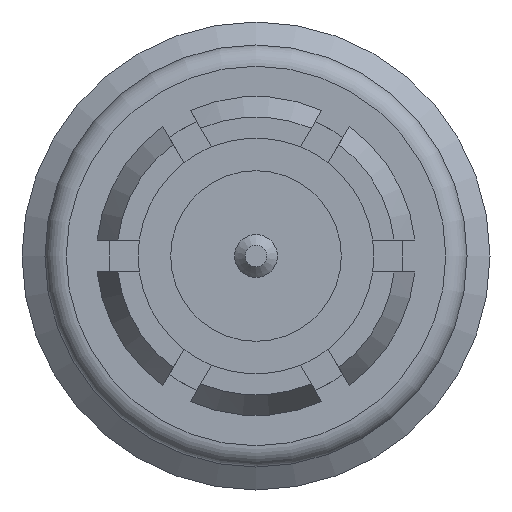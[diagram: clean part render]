
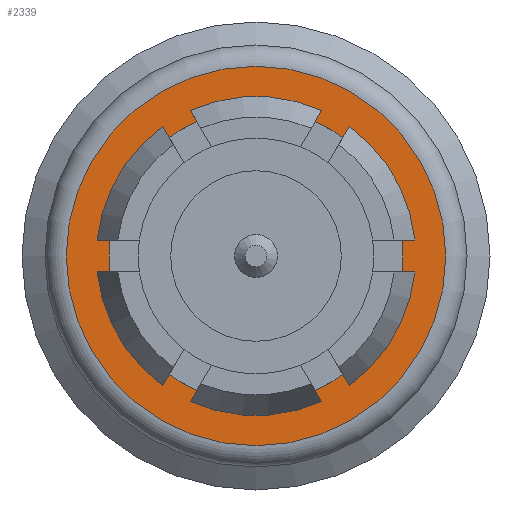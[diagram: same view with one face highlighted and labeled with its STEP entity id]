
A CAD part, left-side view. The second image highlights one B-rep face of the part: STEP entity #2339.
In plain terms, the highlighted planar face has unit normal (-1, 0, 0).
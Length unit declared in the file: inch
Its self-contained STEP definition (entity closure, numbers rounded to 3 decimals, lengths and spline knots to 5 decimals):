
#142 = DIRECTION ( 'NONE',  ( -1., 0., 0. ) ) ;
#160 = AXIS2_PLACEMENT_3D ( 'NONE', #2560, #315, #1228 ) ;
#244 = EDGE_LOOP ( 'NONE', ( #1454 ) ) ;
#315 = DIRECTION ( 'NONE',  ( 1., 0., 0. ) ) ;
#354 = DIRECTION ( 'NONE',  ( 0., 0., -1. ) ) ;
#387 = CIRCLE ( 'NONE', #1812, 0.06885 ) ;
#457 = AXIS2_PLACEMENT_3D ( 'NONE', #1913, #142, #354 ) ;
#797 = EDGE_LOOP ( 'NONE', ( #2811 ) ) ;
#1228 = DIRECTION ( 'NONE',  ( 0., 0., -1. ) ) ;
#1239 = PLANE ( 'NONE',  #160 ) ;
#1454 = ORIENTED_EDGE ( 'NONE', *, *, #1910, .T. ) ;
#1492 = VERTEX_POINT ( 'NONE', #2274 ) ;
#1556 = VERTEX_POINT ( 'NONE', #2264 ) ;
#1568 = EDGE_CURVE ( 'NONE', #1556, #1556, #387, .T. ) ;
#1812 = AXIS2_PLACEMENT_3D ( 'NONE', #2948, #2086, #2939 ) ;
#1900 = CIRCLE ( 'NONE', #457, 0.08895 ) ;
#1910 = EDGE_CURVE ( 'NONE', #1492, #1492, #1900, .T. ) ;
#1913 = CARTESIAN_POINT ( 'NONE',  ( 0.16462, 0., 0. ) ) ;
#2086 = DIRECTION ( 'NONE',  ( -1., 0., 0. ) ) ;
#2264 = CARTESIAN_POINT ( 'NONE',  ( 0.16462, 0., 0.06885 ) ) ;
#2274 = CARTESIAN_POINT ( 'NONE',  ( 0.16462, 0., -0.08895 ) ) ;
#2339 = ADVANCED_FACE ( 'NONE', ( #2495, #2881 ), #1239, .F. ) ;
#2495 = FACE_OUTER_BOUND ( 'NONE', #244, .T. ) ;
#2560 = CARTESIAN_POINT ( 'NONE',  ( 0.16462, 0.06885, 0. ) ) ;
#2811 = ORIENTED_EDGE ( 'NONE', *, *, #1568, .F. ) ;
#2881 = FACE_BOUND ( 'NONE', #797, .T. ) ;
#2939 = DIRECTION ( 'NONE',  ( 0., 0., 1. ) ) ;
#2948 = CARTESIAN_POINT ( 'NONE',  ( 0.16462, 0., 0. ) ) ;
